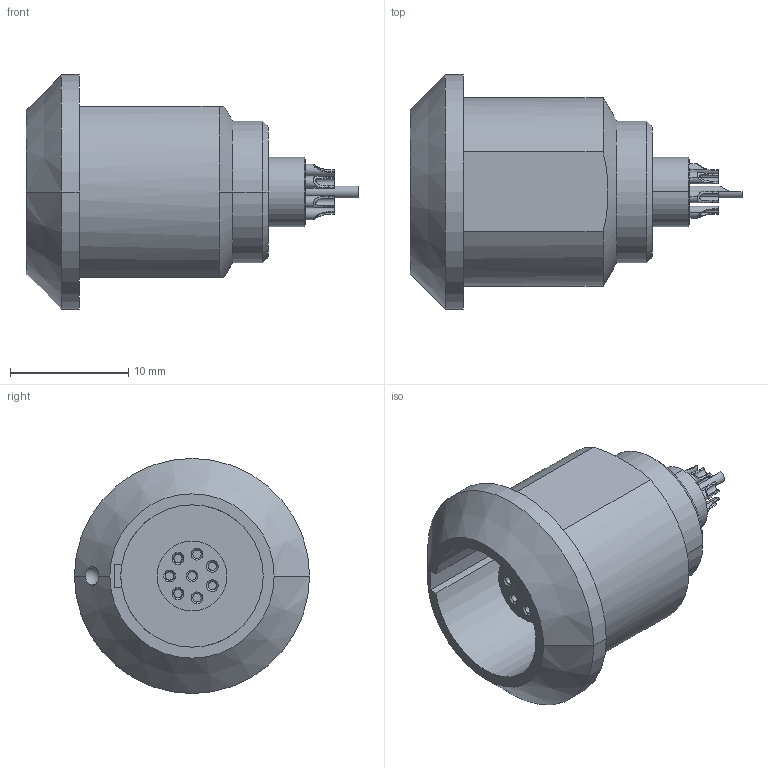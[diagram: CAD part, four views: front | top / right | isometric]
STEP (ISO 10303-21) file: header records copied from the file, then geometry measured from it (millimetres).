
FILE_DESCRIPTION((''),'2;1');
FILE_NAME('G11K0C-P08L','2014-01-17T',('RTrager'),(''),'PRO/ENGINEER BY PARAMETRIC TECHNOLOGY CORPORATION, 2013050','PRO/ENGINEER BY PARAMETRIC TECHNOLOGY CORPORATION, 2013050','');
FILE_SCHEMA(('CONFIG_CONTROL_DESIGN'));
Length unit declared in the file: millimetre
Products named in the file (1): G11K0C-P08L
Bounding box: 28.1 x 19.9 x 19.9 mm (x, y, z)
Volume: 2584.8 mm3; surface area: 2540 mm2
Topology: 1 solids, 1 shells, 156 faces, 375 edges, 240 vertices
Faces by surface type: cylinder 75, plane 43, cone 22, bspline 8, torus 7, sphere 1
Entity records: 5685 total; most frequent: CARTESIAN_POINT 1963, DIRECTION 801, ORIENTED_EDGE 746, EDGE_CURVE 373, AXIS2_PLACEMENT_3D 324, VERTEX_POINT 240, EDGE_LOOP 177, CIRCLE 176
